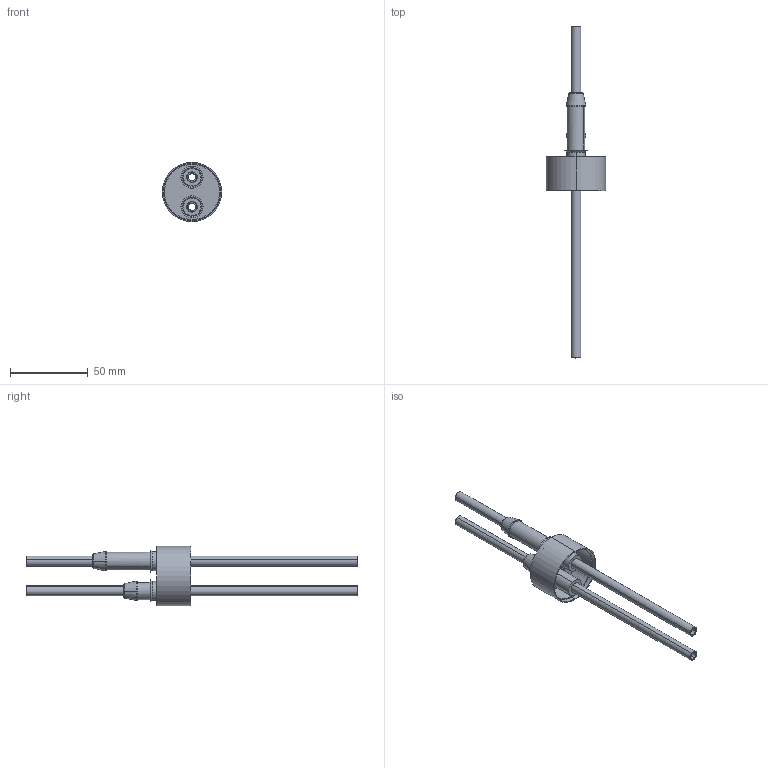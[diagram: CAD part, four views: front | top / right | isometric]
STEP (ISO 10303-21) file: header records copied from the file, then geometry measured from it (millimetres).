
FILE_DESCRIPTION (( 'STEP AP203' ), '1' );
FILE_NAME ('A0553-1-W.STEP', '2013-06-18T11:17:21', ( '' ), ( '' ), 'SwSTEP 2.0', 'SolidWorks 2012', '' );
FILE_SCHEMA (( 'CONFIG_CONTROL_DESIGN' ));
Length unit declared in the file: inch
Products named in the file (1): A0553-1-W
Bounding box: 38.1 x 213.11 x 38.1 mm (x, y, z)
Volume: 18309.8 mm3; surface area: 28368.6 mm2
Topology: 1 solids, 2 shells, 128 faces, 274 edges, 168 vertices
Faces by surface type: cylinder 54, cone 40, plane 22, torus 12
Entity records: 3595 total; most frequent: DIRECTION 712, CARTESIAN_POINT 571, ORIENTED_EDGE 548, AXIS2_PLACEMENT_3D 309, EDGE_CURVE 274, CIRCLE 180, VERTEX_POINT 168, EDGE_LOOP 152
